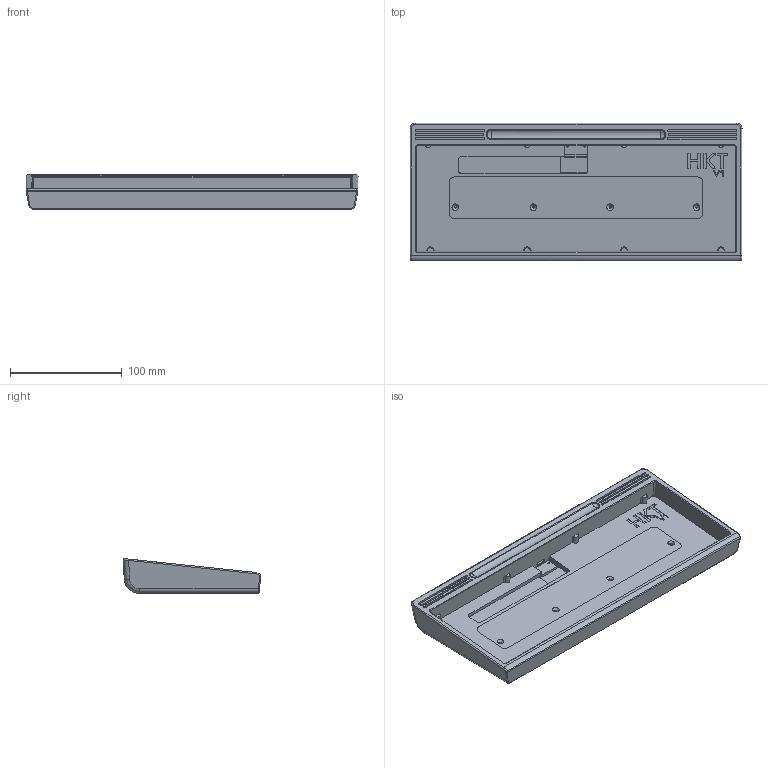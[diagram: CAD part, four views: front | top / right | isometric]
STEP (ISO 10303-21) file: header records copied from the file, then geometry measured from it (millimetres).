
FILE_DESCRIPTION(/* description */ (''),/* implementation_level */ '2;1');
FILE_NAME(/* name */ 'HKT.step',/* time_stamp */ '2022-12-20T16:51:30Z',/* author */ (''),/* organization */ (''),/* preprocessor_version */ 'ST-DEVELOPER v19.2',/* originating_system */ 'Autodesk Translation Framework v11.17.0.187',/* authorisation */ '');
FILE_SCHEMA (('AUTOMOTIVE_DESIGN { 1 0 10303 214 3 1 1 }'));
Length unit declared in the file: millimetre
Products named in the file (4): HKT; Component1; Weight v11; Component3
Assembly tree (3 placements, depth 3):
  HKT
    Component1
    Weight v11
      Component3
Bounding box: 297.52 x 123.34 x 31.14 mm (x, y, z)
Volume: 353448.2 mm3; surface area: 119892.1 mm2
Topology: 2 solids, 2 shells, 302 faces, 781 edges, 503 vertices
Faces by surface type: plane 142, cylinder 116, bspline 32, cone 10, torus 2
Full cylindrical faces by diameter (mm): 1.623 x2, 2.529 x8
Entity records: 10253 total; most frequent: CARTESIAN_POINT 2647, DIRECTION 1570, ORIENTED_EDGE 1562, EDGE_CURVE 781, AXIS2_PLACEMENT_3D 544, VERTEX_POINT 503, LINE 482, VECTOR 482
